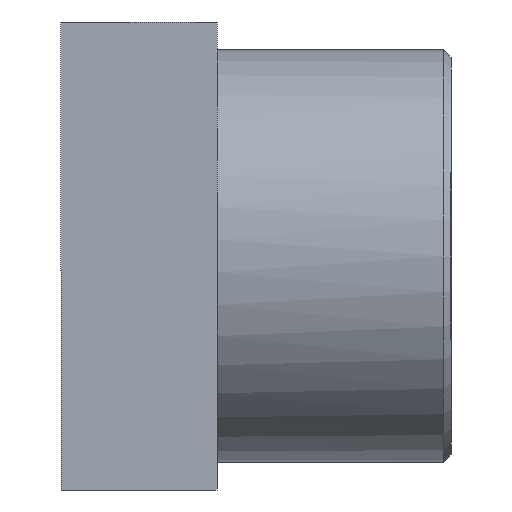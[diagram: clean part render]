
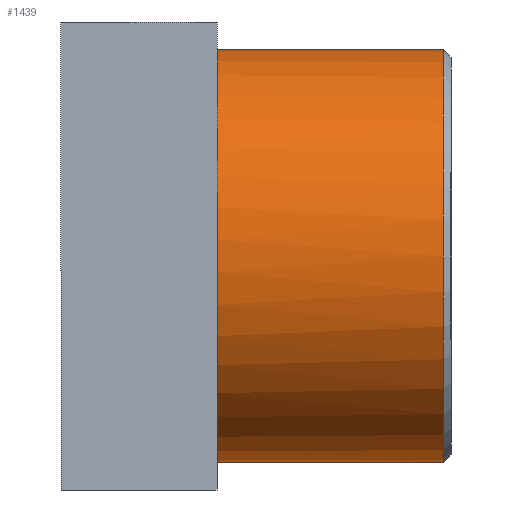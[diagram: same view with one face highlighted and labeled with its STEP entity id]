
A CAD part, left-side view. The second image highlights one B-rep face of the part: STEP entity #1439.
In plain terms, the highlighted cylindrical face has radius 2.65 mm (diameter 5.3 mm), a full revolution.
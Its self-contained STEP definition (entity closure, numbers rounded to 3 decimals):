
#43 = CONICAL_SURFACE('',#44,2.65,0.785);
#44 = AXIS2_PLACEMENT_3D('',#45,#46,#47);
#45 = CARTESIAN_POINT('',(0.,-4.9,0.));
#46 = DIRECTION('',(-0.,1.,0.));
#47 = DIRECTION('',(1.,0.,0.));
#521 = VERTEX_POINT('',#522);
#522 = CARTESIAN_POINT('',(2.65,-4.9,0.));
#545 = EDGE_CURVE('',#521,#521,#546,.T.);
#546 = SURFACE_CURVE('',#547,(#552,#559),.PCURVE_S1.);
#547 = CIRCLE('',#548,2.65);
#548 = AXIS2_PLACEMENT_3D('',#549,#550,#551);
#549 = CARTESIAN_POINT('',(0.,-4.9,0.));
#550 = DIRECTION('',(0.,-1.,0.));
#551 = DIRECTION('',(1.,0.,0.));
#552 = PCURVE('',#43,#553);
#553 = DEFINITIONAL_REPRESENTATION('',(#554),#558);
#554 = LINE('',#555,#556);
#555 = CARTESIAN_POINT('',(-0.,0.));
#556 = VECTOR('',#557,1.);
#557 = DIRECTION('',(-1.,0.));
#558 = ( GEOMETRIC_REPRESENTATION_CONTEXT(2) 
PARAMETRIC_REPRESENTATION_CONTEXT() REPRESENTATION_CONTEXT('2D SPACE',''
  ) );
#559 = PCURVE('',#560,#565);
#560 = CYLINDRICAL_SURFACE('',#561,2.65);
#561 = AXIS2_PLACEMENT_3D('',#562,#563,#564);
#562 = CARTESIAN_POINT('',(0.,-2.,0.));
#563 = DIRECTION('',(-0.,1.,0.));
#564 = DIRECTION('',(1.,0.,0.));
#565 = DEFINITIONAL_REPRESENTATION('',(#566),#570);
#566 = LINE('',#567,#568);
#567 = CARTESIAN_POINT('',(-0.,-2.9));
#568 = VECTOR('',#569,1.);
#569 = DIRECTION('',(-1.,0.));
#570 = ( GEOMETRIC_REPRESENTATION_CONTEXT(2) 
PARAMETRIC_REPRESENTATION_CONTEXT() REPRESENTATION_CONTEXT('2D SPACE',''
  ) );
#1439 = ADVANCED_FACE('',(#1440),#560,.T.);
#1440 = FACE_BOUND('',#1441,.F.);
#1441 = EDGE_LOOP('',(#1442,#1465,#1494,#1523,#1552,#1576,#1598,#1599));
#1442 = ORIENTED_EDGE('',*,*,#1443,.F.);
#1443 = EDGE_CURVE('',#1444,#521,#1446,.T.);
#1444 = VERTEX_POINT('',#1445);
#1445 = CARTESIAN_POINT('',(2.65,-2.,0.));
#1446 = SEAM_CURVE('',#1447,(#1451,#1458),.PCURVE_S1.);
#1447 = LINE('',#1448,#1449);
#1448 = CARTESIAN_POINT('',(2.65,-2.,0.));
#1449 = VECTOR('',#1450,1.);
#1450 = DIRECTION('',(0.,-1.,0.));
#1451 = PCURVE('',#560,#1452);
#1452 = DEFINITIONAL_REPRESENTATION('',(#1453),#1457);
#1453 = LINE('',#1454,#1455);
#1454 = CARTESIAN_POINT('',(-6.283,0.));
#1455 = VECTOR('',#1456,1.);
#1456 = DIRECTION('',(-0.,-1.));
#1457 = ( GEOMETRIC_REPRESENTATION_CONTEXT(2) 
PARAMETRIC_REPRESENTATION_CONTEXT() REPRESENTATION_CONTEXT('2D SPACE',''
  ) );
#1458 = PCURVE('',#560,#1459);
#1459 = DEFINITIONAL_REPRESENTATION('',(#1460),#1464);
#1460 = LINE('',#1461,#1462);
#1461 = CARTESIAN_POINT('',(-0.,0.));
#1462 = VECTOR('',#1463,1.);
#1463 = DIRECTION('',(-0.,-1.));
#1464 = ( GEOMETRIC_REPRESENTATION_CONTEXT(2) 
PARAMETRIC_REPRESENTATION_CONTEXT() REPRESENTATION_CONTEXT('2D SPACE',''
  ) );
#1465 = ORIENTED_EDGE('',*,*,#1466,.F.);
#1466 = EDGE_CURVE('',#1467,#1444,#1469,.T.);
#1467 = VERTEX_POINT('',#1468);
#1468 = CARTESIAN_POINT('',(2.25,-2.,-1.4));
#1469 = SURFACE_CURVE('',#1470,(#1475,#1482),.PCURVE_S1.);
#1470 = CIRCLE('',#1471,2.65);
#1471 = AXIS2_PLACEMENT_3D('',#1472,#1473,#1474);
#1472 = CARTESIAN_POINT('',(0.,-2.,0.));
#1473 = DIRECTION('',(0.,-1.,0.));
#1474 = DIRECTION('',(1.,0.,0.));
#1475 = PCURVE('',#560,#1476);
#1476 = DEFINITIONAL_REPRESENTATION('',(#1477),#1481);
#1477 = LINE('',#1478,#1479);
#1478 = CARTESIAN_POINT('',(-0.,0.));
#1479 = VECTOR('',#1480,1.);
#1480 = DIRECTION('',(-1.,0.));
#1481 = ( GEOMETRIC_REPRESENTATION_CONTEXT(2) 
PARAMETRIC_REPRESENTATION_CONTEXT() REPRESENTATION_CONTEXT('2D SPACE',''
  ) );
#1482 = PCURVE('',#1483,#1488);
#1483 = PLANE('',#1484);
#1484 = AXIS2_PLACEMENT_3D('',#1485,#1486,#1487);
#1485 = CARTESIAN_POINT('',(0.,-2.,0.)
  );
#1486 = DIRECTION('',(0.,-1.,0.));
#1487 = DIRECTION('',(1.,0.,0.));
#1488 = DEFINITIONAL_REPRESENTATION('',(#1489),#1493);
#1489 = CIRCLE('',#1490,2.65);
#1490 = AXIS2_PLACEMENT_2D('',#1491,#1492);
#1491 = CARTESIAN_POINT('',(0.,0.));
#1492 = DIRECTION('',(1.,0.));
#1493 = ( GEOMETRIC_REPRESENTATION_CONTEXT(2) 
PARAMETRIC_REPRESENTATION_CONTEXT() REPRESENTATION_CONTEXT('2D SPACE',''
  ) );
#1494 = ORIENTED_EDGE('',*,*,#1495,.F.);
#1495 = EDGE_CURVE('',#1496,#1467,#1498,.T.);
#1496 = VERTEX_POINT('',#1497);
#1497 = CARTESIAN_POINT('',(-2.25,-2.,-1.4));
#1498 = SURFACE_CURVE('',#1499,(#1504,#1511),.PCURVE_S1.);
#1499 = CIRCLE('',#1500,2.65);
#1500 = AXIS2_PLACEMENT_3D('',#1501,#1502,#1503);
#1501 = CARTESIAN_POINT('',(0.,-2.,0.));
#1502 = DIRECTION('',(0.,-1.,0.));
#1503 = DIRECTION('',(1.,0.,0.));
#1504 = PCURVE('',#560,#1505);
#1505 = DEFINITIONAL_REPRESENTATION('',(#1506),#1510);
#1506 = LINE('',#1507,#1508);
#1507 = CARTESIAN_POINT('',(-0.,0.));
#1508 = VECTOR('',#1509,1.);
#1509 = DIRECTION('',(-1.,0.));
#1510 = ( GEOMETRIC_REPRESENTATION_CONTEXT(2) 
PARAMETRIC_REPRESENTATION_CONTEXT() REPRESENTATION_CONTEXT('2D SPACE',''
  ) );
#1511 = PCURVE('',#1512,#1517);
#1512 = PLANE('',#1513);
#1513 = AXIS2_PLACEMENT_3D('',#1514,#1515,#1516);
#1514 = CARTESIAN_POINT('',(0.,-2.,0.));
#1515 = DIRECTION('',(0.,-1.,0.));
#1516 = DIRECTION('',(1.,0.,0.));
#1517 = DEFINITIONAL_REPRESENTATION('',(#1518),#1522);
#1518 = CIRCLE('',#1519,2.65);
#1519 = AXIS2_PLACEMENT_2D('',#1520,#1521);
#1520 = CARTESIAN_POINT('',(0.,0.));
#1521 = DIRECTION('',(1.,0.));
#1522 = ( GEOMETRIC_REPRESENTATION_CONTEXT(2) 
PARAMETRIC_REPRESENTATION_CONTEXT() REPRESENTATION_CONTEXT('2D SPACE',''
  ) );
#1523 = ORIENTED_EDGE('',*,*,#1524,.F.);
#1524 = EDGE_CURVE('',#1525,#1496,#1527,.T.);
#1525 = VERTEX_POINT('',#1526);
#1526 = CARTESIAN_POINT('',(-2.25,-2.,1.4));
#1527 = SURFACE_CURVE('',#1528,(#1533,#1540),.PCURVE_S1.);
#1528 = CIRCLE('',#1529,2.65);
#1529 = AXIS2_PLACEMENT_3D('',#1530,#1531,#1532);
#1530 = CARTESIAN_POINT('',(0.,-2.,0.));
#1531 = DIRECTION('',(0.,-1.,0.));
#1532 = DIRECTION('',(1.,0.,0.));
#1533 = PCURVE('',#560,#1534);
#1534 = DEFINITIONAL_REPRESENTATION('',(#1535),#1539);
#1535 = LINE('',#1536,#1537);
#1536 = CARTESIAN_POINT('',(-0.,0.));
#1537 = VECTOR('',#1538,1.);
#1538 = DIRECTION('',(-1.,0.));
#1539 = ( GEOMETRIC_REPRESENTATION_CONTEXT(2) 
PARAMETRIC_REPRESENTATION_CONTEXT() REPRESENTATION_CONTEXT('2D SPACE',''
  ) );
#1540 = PCURVE('',#1541,#1546);
#1541 = PLANE('',#1542);
#1542 = AXIS2_PLACEMENT_3D('',#1543,#1544,#1545);
#1543 = CARTESIAN_POINT('',(0.,-2.,0.)
  );
#1544 = DIRECTION('',(0.,-1.,0.));
#1545 = DIRECTION('',(1.,0.,0.));
#1546 = DEFINITIONAL_REPRESENTATION('',(#1547),#1551);
#1547 = CIRCLE('',#1548,2.65);
#1548 = AXIS2_PLACEMENT_2D('',#1549,#1550);
#1549 = CARTESIAN_POINT('',(0.,0.));
#1550 = DIRECTION('',(1.,0.));
#1551 = ( GEOMETRIC_REPRESENTATION_CONTEXT(2) 
PARAMETRIC_REPRESENTATION_CONTEXT() REPRESENTATION_CONTEXT('2D SPACE',''
  ) );
#1552 = ORIENTED_EDGE('',*,*,#1553,.F.);
#1553 = EDGE_CURVE('',#1554,#1525,#1556,.T.);
#1554 = VERTEX_POINT('',#1555);
#1555 = CARTESIAN_POINT('',(2.25,-2.,1.4));
#1556 = SURFACE_CURVE('',#1557,(#1562,#1569),.PCURVE_S1.);
#1557 = CIRCLE('',#1558,2.65);
#1558 = AXIS2_PLACEMENT_3D('',#1559,#1560,#1561);
#1559 = CARTESIAN_POINT('',(0.,-2.,0.));
#1560 = DIRECTION('',(0.,-1.,0.));
#1561 = DIRECTION('',(1.,0.,0.));
#1562 = PCURVE('',#560,#1563);
#1563 = DEFINITIONAL_REPRESENTATION('',(#1564),#1568);
#1564 = LINE('',#1565,#1566);
#1565 = CARTESIAN_POINT('',(-0.,0.));
#1566 = VECTOR('',#1567,1.);
#1567 = DIRECTION('',(-1.,0.));
#1568 = ( GEOMETRIC_REPRESENTATION_CONTEXT(2) 
PARAMETRIC_REPRESENTATION_CONTEXT() REPRESENTATION_CONTEXT('2D SPACE',''
  ) );
#1569 = PCURVE('',#1512,#1570);
#1570 = DEFINITIONAL_REPRESENTATION('',(#1571),#1575);
#1571 = CIRCLE('',#1572,2.65);
#1572 = AXIS2_PLACEMENT_2D('',#1573,#1574);
#1573 = CARTESIAN_POINT('',(0.,0.));
#1574 = DIRECTION('',(1.,0.));
#1575 = ( GEOMETRIC_REPRESENTATION_CONTEXT(2) 
PARAMETRIC_REPRESENTATION_CONTEXT() REPRESENTATION_CONTEXT('2D SPACE',''
  ) );
#1576 = ORIENTED_EDGE('',*,*,#1577,.F.);
#1577 = EDGE_CURVE('',#1444,#1554,#1578,.T.);
#1578 = SURFACE_CURVE('',#1579,(#1584,#1591),.PCURVE_S1.);
#1579 = CIRCLE('',#1580,2.65);
#1580 = AXIS2_PLACEMENT_3D('',#1581,#1582,#1583);
#1581 = CARTESIAN_POINT('',(0.,-2.,0.));
#1582 = DIRECTION('',(0.,-1.,0.));
#1583 = DIRECTION('',(1.,0.,0.));
#1584 = PCURVE('',#560,#1585);
#1585 = DEFINITIONAL_REPRESENTATION('',(#1586),#1590);
#1586 = LINE('',#1587,#1588);
#1587 = CARTESIAN_POINT('',(-0.,0.));
#1588 = VECTOR('',#1589,1.);
#1589 = DIRECTION('',(-1.,0.));
#1590 = ( GEOMETRIC_REPRESENTATION_CONTEXT(2) 
PARAMETRIC_REPRESENTATION_CONTEXT() REPRESENTATION_CONTEXT('2D SPACE',''
  ) );
#1591 = PCURVE('',#1483,#1592);
#1592 = DEFINITIONAL_REPRESENTATION('',(#1593),#1597);
#1593 = CIRCLE('',#1594,2.65);
#1594 = AXIS2_PLACEMENT_2D('',#1595,#1596);
#1595 = CARTESIAN_POINT('',(0.,0.));
#1596 = DIRECTION('',(1.,0.));
#1597 = ( GEOMETRIC_REPRESENTATION_CONTEXT(2) 
PARAMETRIC_REPRESENTATION_CONTEXT() REPRESENTATION_CONTEXT('2D SPACE',''
  ) );
#1598 = ORIENTED_EDGE('',*,*,#1443,.T.);
#1599 = ORIENTED_EDGE('',*,*,#545,.T.);
